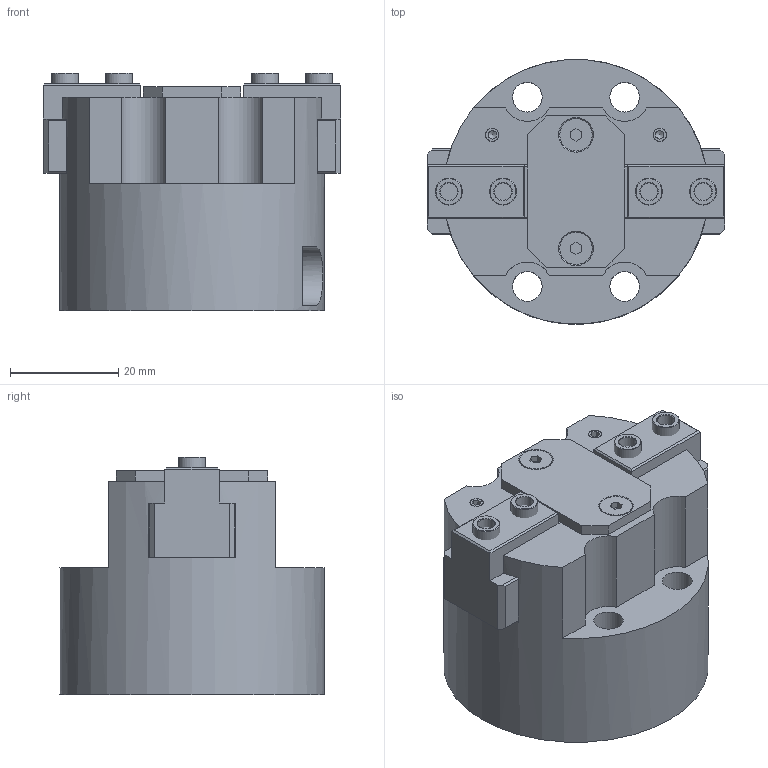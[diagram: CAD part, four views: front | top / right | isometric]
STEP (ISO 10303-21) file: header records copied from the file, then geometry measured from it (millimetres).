
FILE_DESCRIPTION(/* description */ ('ASSIEME CORSA 7 mm PER GRIFFA'),/* implementation_level */ '2;1');
FILE_NAME(/* name */ 'MPO-050.stp',/* time_stamp */ '2021-03-17T16:16:37+01:00',/* author */ ('Emilio'),/* organization */ (''),/* preprocessor_version */ 'ST-DEVELOPER v17.2',/* originating_system */ 'Autodesk Inventor 2019',/* authorisation */ '');
FILE_SCHEMA (('AUTOMOTIVE_DESIGN { 1 0 10303 214 3 1 1 }'));
Length unit declared in the file: millimetre
Products named in the file (11): MPO-050; BOCCOLA 5H7L4.4; DIN 913 - M3 x 5; DIN 913 - M3 x 4; ISO 10642  - M5  x  12; UNI 7437 - 30; DIN 7991 - M3x8; OPM-50-CORPO; OPM-50-COPERCHIO; OPM-50-FONDELLO; MPO-50-GRIFFA
Assembly tree (17 placements, depth 2):
  MPO-050
    BOCCOLA 5H7L4.4  x4
    DIN 913 - M3 x 5  x2
    DIN 913 - M3 x 4  x2
    ISO 10642  - M5  x  12
    UNI 7437 - 30
    DIN 7991 - M3x8  x2
    OPM-50-CORPO
    OPM-50-COPERCHIO
    OPM-50-FONDELLO
    MPO-50-GRIFFA  x2
Bounding box: 55 x 49 x 44 mm (x, y, z)
Volume: 64755.4 mm3; surface area: 23566.5 mm2
Topology: 17 solids, 17 shells, 309 faces, 806 edges, 539 vertices
Faces by surface type: plane 189, cylinder 70, cone 47, torus 3
Full cylindrical faces by diameter (mm): 1.2 x1, 2 x3, 2.459 x7, 3 x6, 3.2 x4, 3.5 x2, 4 x4, 4.134 x2, 5 x5, 5.5 x4, 6 x2, 9.43 x1, 18 x1, 30 x3, 31.4 x1, 32.2 x1, 49 x1
Entity records: 7288 total; most frequent: CARTESIAN_POINT 1432, DIRECTION 1183, ORIENTED_EDGE 1094, EDGE_CURVE 547, AXIS2_PLACEMENT_3D 436, VERTEX_POINT 380, LINE 311, VECTOR 311
